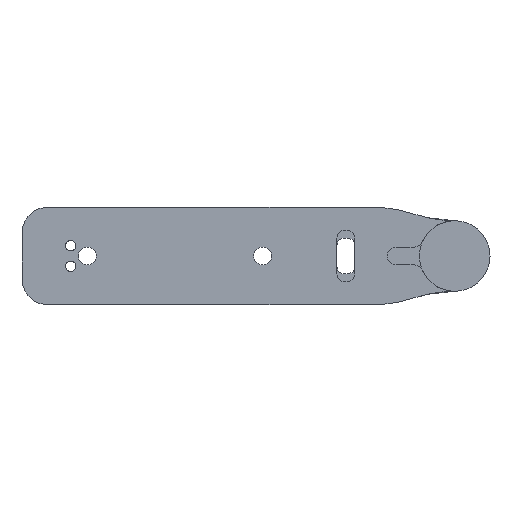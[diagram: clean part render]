
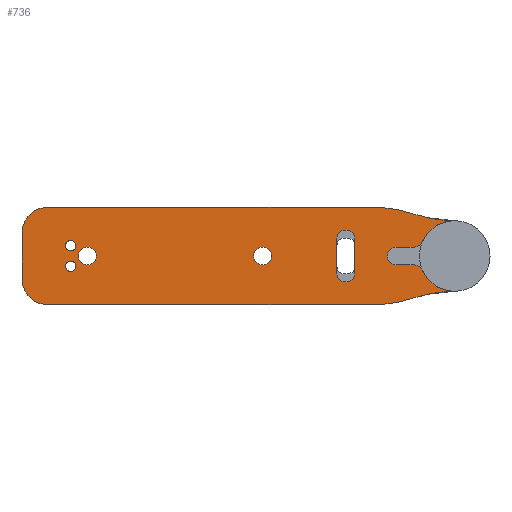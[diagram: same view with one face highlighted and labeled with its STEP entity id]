
A CAD part, top view. The second image highlights one B-rep face of the part: STEP entity #736.
In plain terms, the highlighted planar face has unit normal (0, 0, 1).
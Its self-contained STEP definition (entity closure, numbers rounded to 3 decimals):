
#43=CIRCLE('',#790,3.);
#44=CIRCLE('',#791,3.);
#45=CIRCLE('',#792,3.);
#46=CIRCLE('',#793,3.);
#47=CIRCLE('',#794,50.);
#48=CIRCLE('',#795,50.);
#49=CIRCLE('',#796,10.);
#50=CIRCLE('',#797,10.);
#51=CIRCLE('',#798,50.);
#52=CIRCLE('',#799,50.);
#53=CIRCLE('',#800,13.8);
#54=CIRCLE('',#801,3.5);
#55=CIRCLE('',#802,3.5);
#56=CIRCLE('',#803,3.5);
#57=CIRCLE('',#804,13.8);
#58=CIRCLE('',#805,3.5);
#59=CIRCLE('',#806,2.);
#60=CIRCLE('',#807,2.);
#61=CIRCLE('',#808,3.5);
#99=ORIENTED_EDGE('',*,*,#315,.F.);
#100=ORIENTED_EDGE('',*,*,#316,.T.);
#101=ORIENTED_EDGE('',*,*,#317,.T.);
#102=ORIENTED_EDGE('',*,*,#318,.T.);
#103=ORIENTED_EDGE('',*,*,#319,.F.);
#104=ORIENTED_EDGE('',*,*,#320,.T.);
#105=ORIENTED_EDGE('',*,*,#321,.T.);
#106=ORIENTED_EDGE('',*,*,#322,.T.);
#107=ORIENTED_EDGE('',*,*,#323,.F.);
#108=ORIENTED_EDGE('',*,*,#324,.T.);
#109=ORIENTED_EDGE('',*,*,#325,.F.);
#110=ORIENTED_EDGE('',*,*,#326,.T.);
#111=ORIENTED_EDGE('',*,*,#327,.T.);
#112=ORIENTED_EDGE('',*,*,#328,.T.);
#113=ORIENTED_EDGE('',*,*,#329,.F.);
#114=ORIENTED_EDGE('',*,*,#330,.T.);
#115=ORIENTED_EDGE('',*,*,#331,.F.);
#116=ORIENTED_EDGE('',*,*,#332,.T.);
#117=ORIENTED_EDGE('',*,*,#333,.T.);
#118=ORIENTED_EDGE('',*,*,#334,.F.);
#119=ORIENTED_EDGE('',*,*,#335,.T.);
#120=ORIENTED_EDGE('',*,*,#336,.F.);
#121=ORIENTED_EDGE('',*,*,#337,.T.);
#122=ORIENTED_EDGE('',*,*,#338,.T.);
#123=ORIENTED_EDGE('',*,*,#339,.F.);
#124=ORIENTED_EDGE('',*,*,#340,.T.);
#125=ORIENTED_EDGE('',*,*,#341,.T.);
#126=ORIENTED_EDGE('',*,*,#342,.T.);
#315=EDGE_CURVE('',#423,#424,#497,.T.);
#316=EDGE_CURVE('',#423,#425,#43,.F.);
#317=EDGE_CURVE('',#425,#426,#498,.T.);
#318=EDGE_CURVE('',#426,#427,#44,.F.);
#319=EDGE_CURVE('',#428,#427,#499,.T.);
#320=EDGE_CURVE('',#428,#429,#45,.F.);
#321=EDGE_CURVE('',#429,#430,#500,.T.);
#322=EDGE_CURVE('',#430,#424,#46,.F.);
#323=EDGE_CURVE('',#431,#432,#47,.T.);
#324=EDGE_CURVE('',#431,#433,#48,.T.);
#325=EDGE_CURVE('',#434,#433,#501,.T.);
#326=EDGE_CURVE('',#434,#435,#49,.T.);
#327=EDGE_CURVE('',#435,#436,#502,.T.);
#328=EDGE_CURVE('',#436,#437,#50,.T.);
#329=EDGE_CURVE('',#438,#437,#503,.T.);
#330=EDGE_CURVE('',#438,#439,#51,.T.);
#331=EDGE_CURVE('',#440,#439,#52,.T.);
#332=EDGE_CURVE('',#440,#441,#53,.T.);
#333=EDGE_CURVE('',#441,#442,#54,.T.);
#334=EDGE_CURVE('',#443,#442,#504,.T.);
#335=EDGE_CURVE('',#443,#444,#55,.F.);
#336=EDGE_CURVE('',#445,#444,#505,.T.);
#337=EDGE_CURVE('',#445,#446,#56,.T.);
#338=EDGE_CURVE('',#446,#432,#57,.T.);
#339=EDGE_CURVE('',#447,#447,#58,.T.);
#340=EDGE_CURVE('',#448,#448,#59,.T.);
#341=EDGE_CURVE('',#449,#449,#60,.T.);
#342=EDGE_CURVE('',#450,#450,#61,.F.);
#423=VERTEX_POINT('',#1134);
#424=VERTEX_POINT('',#1135);
#425=VERTEX_POINT('',#1137);
#426=VERTEX_POINT('',#1139);
#427=VERTEX_POINT('',#1141);
#428=VERTEX_POINT('',#1143);
#429=VERTEX_POINT('',#1145);
#430=VERTEX_POINT('',#1147);
#431=VERTEX_POINT('',#1150);
#432=VERTEX_POINT('',#1151);
#433=VERTEX_POINT('',#1153);
#434=VERTEX_POINT('',#1155);
#435=VERTEX_POINT('',#1157);
#436=VERTEX_POINT('',#1159);
#437=VERTEX_POINT('',#1161);
#438=VERTEX_POINT('',#1163);
#439=VERTEX_POINT('',#1165);
#440=VERTEX_POINT('',#1167);
#441=VERTEX_POINT('',#1169);
#442=VERTEX_POINT('',#1171);
#443=VERTEX_POINT('',#1173);
#444=VERTEX_POINT('',#1175);
#445=VERTEX_POINT('',#1177);
#446=VERTEX_POINT('',#1179);
#447=VERTEX_POINT('',#1182);
#448=VERTEX_POINT('',#1184);
#449=VERTEX_POINT('',#1186);
#450=VERTEX_POINT('',#1188);
#497=LINE('',#1133,#557);
#498=LINE('',#1138,#558);
#499=LINE('',#1142,#559);
#500=LINE('',#1146,#560);
#501=LINE('',#1154,#561);
#502=LINE('',#1158,#562);
#503=LINE('',#1162,#563);
#504=LINE('',#1172,#564);
#505=LINE('',#1176,#565);
#557=VECTOR('',#891,1000.);
#558=VECTOR('',#894,1000.);
#559=VECTOR('',#897,1000.);
#560=VECTOR('',#900,1000.);
#561=VECTOR('',#907,1000.);
#562=VECTOR('',#910,1000.);
#563=VECTOR('',#913,1000.);
#564=VECTOR('',#922,1000.);
#565=VECTOR('',#925,1000.);
#611=EDGE_LOOP('',(#99,#100,#101,#102,#103,#104,#105,#106));
#612=EDGE_LOOP('',(#107,#108,#109,#110,#111,#112,#113,#114,#115,#116,#117,
#118,#119,#120,#121,#122));
#613=EDGE_LOOP('',(#123));
#614=EDGE_LOOP('',(#124));
#615=EDGE_LOOP('',(#125));
#616=EDGE_LOOP('',(#126));
#665=FACE_BOUND('',#611,.T.);
#666=FACE_BOUND('',#612,.T.);
#667=FACE_BOUND('',#613,.T.);
#668=FACE_BOUND('',#614,.T.);
#669=FACE_BOUND('',#615,.T.);
#670=FACE_BOUND('',#616,.T.);
#719=PLANE('',#789);
#736=ADVANCED_FACE('',(#665,#666,#667,#668,#669,#670),#719,.T.);
#789=AXIS2_PLACEMENT_3D('',#1132,#889,#890);
#790=AXIS2_PLACEMENT_3D('',#1136,#892,#893);
#791=AXIS2_PLACEMENT_3D('',#1140,#895,#896);
#792=AXIS2_PLACEMENT_3D('',#1144,#898,#899);
#793=AXIS2_PLACEMENT_3D('',#1148,#901,#902);
#794=AXIS2_PLACEMENT_3D('',#1149,#903,#904);
#795=AXIS2_PLACEMENT_3D('',#1152,#905,#906);
#796=AXIS2_PLACEMENT_3D('',#1156,#908,#909);
#797=AXIS2_PLACEMENT_3D('',#1160,#911,#912);
#798=AXIS2_PLACEMENT_3D('',#1164,#914,#915);
#799=AXIS2_PLACEMENT_3D('',#1166,#916,#917);
#800=AXIS2_PLACEMENT_3D('',#1168,#918,#919);
#801=AXIS2_PLACEMENT_3D('',#1170,#920,#921);
#802=AXIS2_PLACEMENT_3D('',#1174,#923,#924);
#803=AXIS2_PLACEMENT_3D('',#1178,#926,#927);
#804=AXIS2_PLACEMENT_3D('',#1180,#928,#929);
#805=AXIS2_PLACEMENT_3D('',#1181,#930,#931);
#806=AXIS2_PLACEMENT_3D('',#1183,#932,#933);
#807=AXIS2_PLACEMENT_3D('',#1185,#934,#935);
#808=AXIS2_PLACEMENT_3D('',#1187,#936,#937);
#889=DIRECTION('',(0.,0.,1.));
#890=DIRECTION('',(1.,0.,0.));
#891=DIRECTION('',(-1.,0.,0.));
#892=DIRECTION('',(0.,0.,1.));
#893=DIRECTION('',(1.,0.,0.));
#894=DIRECTION('',(0.,-1.,0.));
#895=DIRECTION('',(0.,0.,1.));
#896=DIRECTION('',(1.,0.,0.));
#897=DIRECTION('',(1.,0.,0.));
#898=DIRECTION('',(0.,0.,1.));
#899=DIRECTION('',(1.,0.,0.));
#900=DIRECTION('',(0.,1.,0.));
#901=DIRECTION('',(0.,0.,1.));
#902=DIRECTION('',(1.,0.,0.));
#903=DIRECTION('',(0.,0.,1.));
#904=DIRECTION('',(1.,0.,0.));
#905=DIRECTION('',(0.,0.,1.));
#906=DIRECTION('',(1.,0.,0.));
#907=DIRECTION('',(1.,0.,0.));
#908=DIRECTION('',(0.,0.,1.));
#909=DIRECTION('',(1.,0.,0.));
#910=DIRECTION('',(0.,-1.,0.));
#911=DIRECTION('',(0.,0.,1.));
#912=DIRECTION('',(1.,0.,0.));
#913=DIRECTION('',(-1.,0.,0.));
#914=DIRECTION('',(0.,0.,1.));
#915=DIRECTION('',(1.,0.,0.));
#916=DIRECTION('',(0.,0.,1.));
#917=DIRECTION('',(1.,0.,0.));
#918=DIRECTION('',(0.,0.,-1.));
#919=DIRECTION('',(1.,0.,0.));
#920=DIRECTION('',(0.,0.,1.));
#921=DIRECTION('',(1.,0.,0.));
#922=DIRECTION('',(1.,0.,0.));
#923=DIRECTION('',(0.,0.,1.));
#924=DIRECTION('',(1.,0.,0.));
#925=DIRECTION('',(-1.,0.,0.));
#926=DIRECTION('',(0.,0.,1.));
#927=DIRECTION('',(1.,0.,0.));
#928=DIRECTION('',(0.,0.,-1.));
#929=DIRECTION('',(1.,0.,0.));
#930=DIRECTION('',(0.,0.,1.));
#931=DIRECTION('',(1.,0.,0.));
#932=DIRECTION('',(0.,0.,-1.));
#933=DIRECTION('',(1.,0.,0.));
#934=DIRECTION('',(0.,0.,-1.));
#935=DIRECTION('',(1.,0.,0.));
#936=DIRECTION('',(0.,0.,1.));
#937=DIRECTION('',(1.,0.,0.));
#1132=CARTESIAN_POINT('',(0.,0.,6.35));
#1133=CARTESIAN_POINT('',(111.,10.,6.35));
#1134=CARTESIAN_POINT('',(108.,10.,6.35));
#1135=CARTESIAN_POINT('',(107.,10.,6.35));
#1136=CARTESIAN_POINT('',(108.,7.,6.35));
#1137=CARTESIAN_POINT('',(111.,7.,6.35));
#1138=CARTESIAN_POINT('',(111.,0.,6.35));
#1139=CARTESIAN_POINT('',(111.,-7.,6.35));
#1140=CARTESIAN_POINT('',(108.,-7.,6.35));
#1141=CARTESIAN_POINT('',(108.,-10.,6.35));
#1142=CARTESIAN_POINT('',(104.,-10.,6.35));
#1143=CARTESIAN_POINT('',(107.,-10.,6.35));
#1144=CARTESIAN_POINT('',(107.,-7.,6.35));
#1145=CARTESIAN_POINT('',(104.,-7.,6.35));
#1146=CARTESIAN_POINT('',(104.,0.,6.35));
#1147=CARTESIAN_POINT('',(104.,7.,6.35));
#1148=CARTESIAN_POINT('',(107.,7.,6.35));
#1149=CARTESIAN_POINT('',(150.,63.8,6.35));
#1150=CARTESIAN_POINT('',(134.086,16.4,6.35));
#1151=CARTESIAN_POINT('',(150.,13.8,6.35));
#1152=CARTESIAN_POINT('',(118.173,-31.,6.35));
#1153=CARTESIAN_POINT('',(118.173,19.,6.35));
#1154=CARTESIAN_POINT('',(-19.,19.,6.35));
#1155=CARTESIAN_POINT('',(-9.,19.,6.35));
#1156=CARTESIAN_POINT('',(-9.,9.,6.35));
#1157=CARTESIAN_POINT('',(-19.,9.,6.35));
#1158=CARTESIAN_POINT('',(-19.,19.,6.35));
#1159=CARTESIAN_POINT('',(-19.,-9.,6.35));
#1160=CARTESIAN_POINT('',(-9.,-9.,6.35));
#1161=CARTESIAN_POINT('',(-9.,-19.,6.35));
#1162=CARTESIAN_POINT('',(177.39,-19.,6.35));
#1163=CARTESIAN_POINT('',(118.173,-19.,6.35));
#1164=CARTESIAN_POINT('',(118.173,31.,6.35));
#1165=CARTESIAN_POINT('',(134.086,-16.4,6.35));
#1166=CARTESIAN_POINT('',(150.,-63.8,6.35));
#1167=CARTESIAN_POINT('',(150.,-13.8,6.35));
#1168=CARTESIAN_POINT('',(150.,0.,6.35));
#1169=CARTESIAN_POINT('',(137.38,-5.584,6.35));
#1170=CARTESIAN_POINT('',(134.179,-7.,6.35));
#1171=CARTESIAN_POINT('',(134.179,-3.5,6.35));
#1172=CARTESIAN_POINT('',(123.7,-3.5,6.35));
#1173=CARTESIAN_POINT('',(127.2,-3.5,6.35));
#1174=CARTESIAN_POINT('',(127.2,0.,6.35));
#1175=CARTESIAN_POINT('',(127.2,3.5,6.35));
#1176=CARTESIAN_POINT('',(148.7,3.5,6.35));
#1177=CARTESIAN_POINT('',(134.179,3.5,6.35));
#1178=CARTESIAN_POINT('',(134.179,7.,6.35));
#1179=CARTESIAN_POINT('',(137.38,5.584,6.35));
#1180=CARTESIAN_POINT('',(150.,0.,6.35));
#1181=CARTESIAN_POINT('',(75.,0.,6.35));
#1182=CARTESIAN_POINT('',(78.5,0.,6.35));
#1183=CARTESIAN_POINT('',(0.,4.,6.35));
#1184=CARTESIAN_POINT('',(2.,4.,6.35));
#1185=CARTESIAN_POINT('',(0.,-4.,6.35));
#1186=CARTESIAN_POINT('',(2.,-4.,6.35));
#1187=CARTESIAN_POINT('',(6.5,0.,6.35));
#1188=CARTESIAN_POINT('',(10.,0.,6.35));
